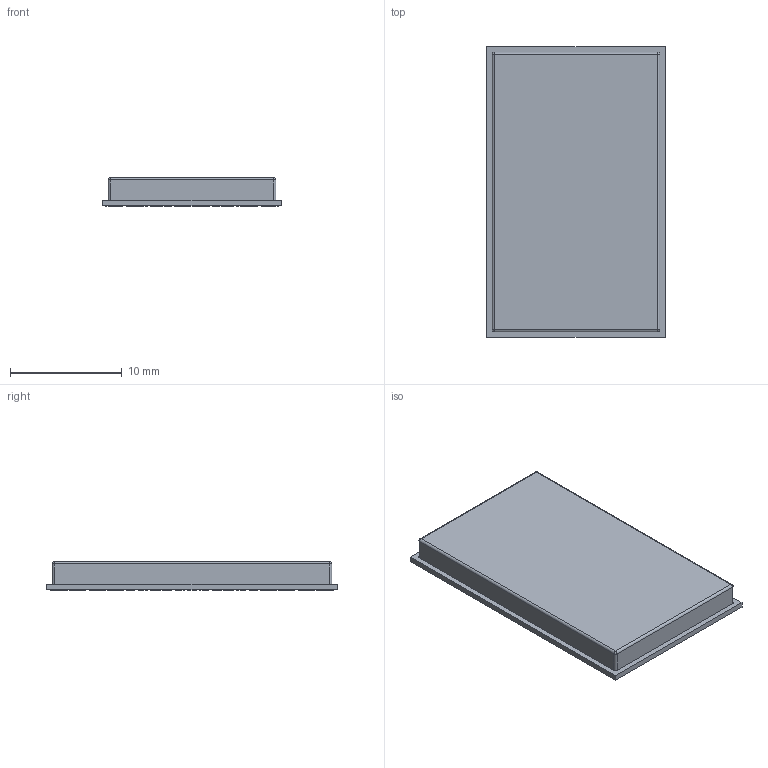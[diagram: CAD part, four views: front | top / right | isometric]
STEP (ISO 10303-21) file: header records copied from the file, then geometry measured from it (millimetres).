
FILE_DESCRIPTION(('FreeCAD Model'),'2;1');
FILE_NAME('Open CASCADE Shape Model','2024-02-23T05:18:47',( 'kicad StepUp'),('ksu MCAD'),'Open CASCADE STEP processor 7.7', 'FreeCAD','Unknown');
FILE_SCHEMA(('AUTOMOTIVE_DESIGN { 1 0 10303 214 1 1 1 1 }'));
Length unit declared in the file: millimetre
Products named in the file (1): ublox_SARA_LGA-96
Bounding box: 16 x 26 x 2.55 mm (x, y, z)
Volume: 963 mm3; surface area: 2029.8 mm2
Topology: 99 solids, 99 shells, 606 faces, 1216 edges, 804 vertices
Faces by surface type: plane 594, cylinder 8, sphere 4
Entity records: 20309 total; most frequent: CARTESIAN_POINT 2623, DIRECTION 2442, ORIENTED_EDGE 2424, EDGE_CURVE 1212, LINE 1196, VECTOR 1196, VERTEX_POINT 804, PRESENTATION_STYLE_ASSIGNMENT 705
